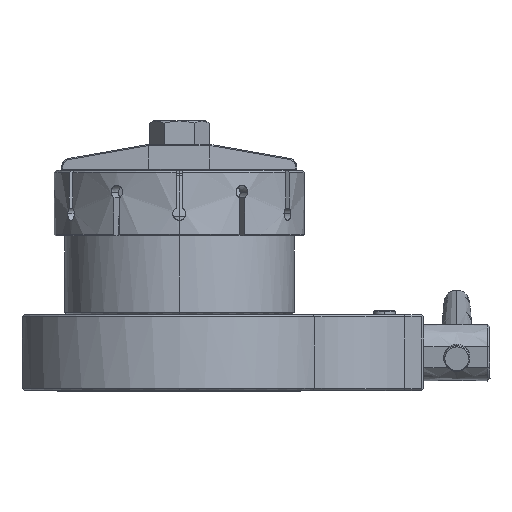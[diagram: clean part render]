
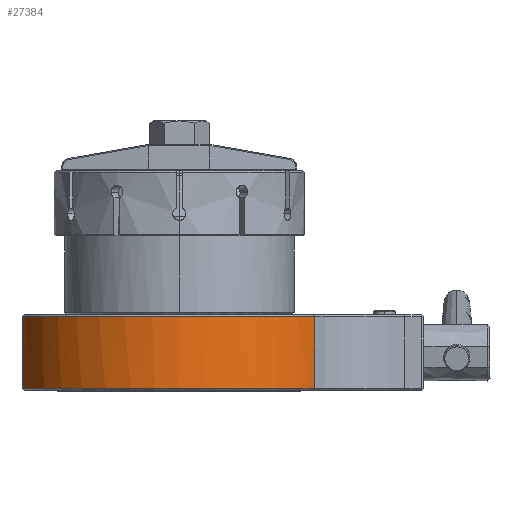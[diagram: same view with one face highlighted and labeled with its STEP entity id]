
A CAD part, top view. The second image highlights one B-rep face of the part: STEP entity #27384.
In plain terms, the highlighted free-form (B-spline) face has degree [2, 1] with [3, 2] control points.
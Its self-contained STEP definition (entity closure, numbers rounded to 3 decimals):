
#27384 = ADVANCED_FACE('',(#27385),#27425,.T.);
#27385 = FACE_BOUND('',#27386,.T.);
#27386 = EDGE_LOOP('',(#27387,#27397,#27404,#27412,#27420));
#27387 = ORIENTED_EDGE('',*,*,#27388,.F.);
#27388 = EDGE_CURVE('',#27389,#27391,#27393,.T.);
#27389 = VERTEX_POINT('',#27390);
#27390 = CARTESIAN_POINT('',(91.354,-23.523,
    61.749));
#27391 = VERTEX_POINT('',#27392);
#27392 = CARTESIAN_POINT('',(-106.273,-23.523,
    29.404));
#27393 = ( BOUNDED_CURVE() B_SPLINE_CURVE(2,(#27394,#27395,#27396),
.UNSPECIFIED.,.F.,.F.) B_SPLINE_CURVE_WITH_KNOTS((3,3),(0.,
2.277),.PIECEWISE_BEZIER_KNOTS.) CURVE() 
GEOMETRIC_REPRESENTATION_ITEM() RATIONAL_B_SPLINE_CURVE((1.,
0.419,1.)) REPRESENTATION_ITEM('') );
#27394 = CARTESIAN_POINT('',(91.354,-23.523,
    61.749));
#27395 = CARTESIAN_POINT('',(-42.522,-23.523,
    259.812));
#27396 = CARTESIAN_POINT('',(-106.273,-23.523,
    29.404));
#27397 = ORIENTED_EDGE('',*,*,#27398,.F.);
#27398 = EDGE_CURVE('',#27399,#27389,#27401,.T.);
#27399 = VERTEX_POINT('',#27400);
#27400 = CARTESIAN_POINT('',(91.354,-72.04,
    61.749));
#27401 = B_SPLINE_CURVE_WITH_KNOTS('',1,(#27402,#27403),.UNSPECIFIED.,
  .F.,.F.,(2,2),(0.,33.),.PIECEWISE_BEZIER_KNOTS.);
#27402 = CARTESIAN_POINT('',(91.354,-72.04,
    61.749));
#27403 = CARTESIAN_POINT('',(91.354,-23.523,
    61.749));
#27404 = ORIENTED_EDGE('',*,*,#27405,.F.);
#27405 = EDGE_CURVE('',#27406,#27399,#27408,.T.);
#27406 = VERTEX_POINT('',#27407);
#27407 = CARTESIAN_POINT('',(0.,-72.04,
    110.265));
#27408 = ( BOUNDED_CURVE() B_SPLINE_CURVE(2,(#27409,#27410,#27411),
.UNSPECIFIED.,.F.,.F.) B_SPLINE_CURVE_WITH_KNOTS((3,3),(0.,
0.976),.PIECEWISE_BEZIER_KNOTS.) CURVE() 
GEOMETRIC_REPRESENTATION_ITEM() RATIONAL_B_SPLINE_CURVE((1.,
0.883,1.)) REPRESENTATION_ITEM('') );
#27409 = CARTESIAN_POINT('',(0.,-72.04,
    110.265));
#27410 = CARTESIAN_POINT('',(58.56,-72.04,
    110.265));
#27411 = CARTESIAN_POINT('',(91.354,-72.04,
    61.749));
#27412 = ORIENTED_EDGE('',*,*,#27413,.F.);
#27413 = EDGE_CURVE('',#27414,#27406,#27416,.T.);
#27414 = VERTEX_POINT('',#27415);
#27415 = CARTESIAN_POINT('',(-106.273,-72.04,
    29.404));
#27416 = ( BOUNDED_CURVE() B_SPLINE_CURVE(2,(#27417,#27418,#27419),
.UNSPECIFIED.,.F.,.F.) B_SPLINE_CURVE_WITH_KNOTS((3,3),(0.,
1.301),.PIECEWISE_BEZIER_KNOTS.) CURVE() 
GEOMETRIC_REPRESENTATION_ITEM() RATIONAL_B_SPLINE_CURVE((1.,
0.796,1.)) REPRESENTATION_ITEM('') );
#27417 = CARTESIAN_POINT('',(-106.273,-72.04,
    29.404));
#27418 = CARTESIAN_POINT('',(-83.899,-72.04,
    110.265));
#27419 = CARTESIAN_POINT('',(0.,-72.04,
    110.265));
#27420 = ORIENTED_EDGE('',*,*,#27421,.F.);
#27421 = EDGE_CURVE('',#27391,#27414,#27422,.T.);
#27422 = B_SPLINE_CURVE_WITH_KNOTS('',1,(#27423,#27424),.UNSPECIFIED.,
  .F.,.F.,(2,2),(0.,33.),.PIECEWISE_BEZIER_KNOTS.);
#27423 = CARTESIAN_POINT('',(-106.273,-23.523,
    29.404));
#27424 = CARTESIAN_POINT('',(-106.273,-72.04,
    29.404));
#27425 = ( BOUNDED_SURFACE() B_SPLINE_SURFACE(2,1,(
    (#27426,#27427)
    ,(#27428,#27429)
    ,(#27430,#27431
)),.UNSPECIFIED.,.F.,.F.,.F.) B_SPLINE_SURFACE_WITH_KNOTS((3,3),(2,2),(
    1.841,4.118),(0.,33.),.PIECEWISE_BEZIER_KNOTS.) 
GEOMETRIC_REPRESENTATION_ITEM() RATIONAL_B_SPLINE_SURFACE((
    (1.,1.)
    ,(0.419,0.419)
,(1.,1.))) REPRESENTATION_ITEM('') SURFACE() );
#27426 = CARTESIAN_POINT('',(-106.273,-23.523,
    29.404));
#27427 = CARTESIAN_POINT('',(-106.273,-72.04,
    29.404));
#27428 = CARTESIAN_POINT('',(-42.522,-23.523,
    259.812));
#27429 = CARTESIAN_POINT('',(-42.522,-72.04,
    259.812));
#27430 = CARTESIAN_POINT('',(91.354,-23.523,
    61.749));
#27431 = CARTESIAN_POINT('',(91.354,-72.04,
    61.749));
